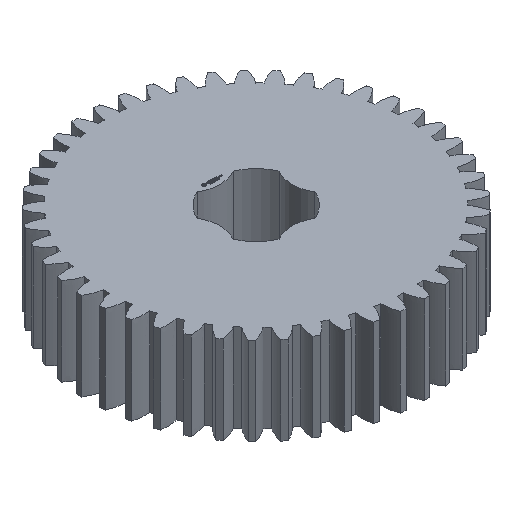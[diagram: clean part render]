
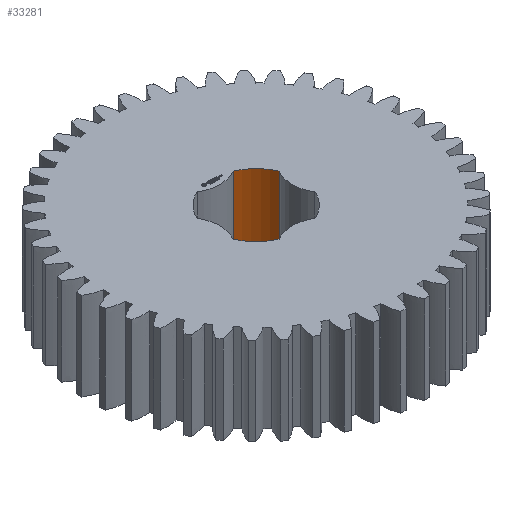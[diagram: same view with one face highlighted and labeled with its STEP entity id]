
A CAD part, isometric view. The second image highlights one B-rep face of the part: STEP entity #33281.
In plain terms, the highlighted cylindrical face has radius 6.35 mm (diameter 12.7 mm), a partial arc.
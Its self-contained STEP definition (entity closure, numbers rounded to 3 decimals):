
#93 = PLANE('',#94);
#94 = AXIS2_PLACEMENT_3D('',#95,#96,#97);
#95 = CARTESIAN_POINT('',(0.,0.,12.5));
#96 = DIRECTION('',(0.,0.,1.));
#97 = DIRECTION('',(1.,0.,0.));
#168 = PLANE('',#169);
#169 = AXIS2_PLACEMENT_3D('',#170,#171,#172);
#170 = CARTESIAN_POINT('',(0.,0.,0.));
#171 = DIRECTION('',(0.,0.,1.));
#172 = DIRECTION('',(1.,0.,0.));
#10572 = VERTEX_POINT('',#10573);
#10573 = CARTESIAN_POINT('',(2.55,5.816,0.));
#10588 = CYLINDRICAL_SURFACE('',#10589,4.9);
#10589 = AXIS2_PLACEMENT_3D('',#10590,#10591,#10592);
#10590 = CARTESIAN_POINT('',(0.,10.,0.));
#10591 = DIRECTION('',(0.,-0.,-1.));
#10592 = DIRECTION('',(0.707,0.707,0.));
#10600 = EDGE_CURVE('',#10601,#10572,#10603,.T.);
#10601 = VERTEX_POINT('',#10602);
#10602 = CARTESIAN_POINT('',(5.816,2.55,0.));
#10603 = SURFACE_CURVE('',#10604,(#10609,#10616),.PCURVE_S1.);
#10604 = CIRCLE('',#10605,6.35);
#10605 = AXIS2_PLACEMENT_3D('',#10606,#10607,#10608);
#10606 = CARTESIAN_POINT('',(0.,0.,0.));
#10607 = DIRECTION('',(0.,-0.,1.));
#10608 = DIRECTION('',(0.707,0.707,0.));
#10609 = PCURVE('',#168,#10610);
#10610 = DEFINITIONAL_REPRESENTATION('',(#10611),#10615);
#10611 = CIRCLE('',#10612,6.35);
#10612 = AXIS2_PLACEMENT_2D('',#10613,#10614);
#10613 = CARTESIAN_POINT('',(0.,0.));
#10614 = DIRECTION('',(0.707,0.707));
#10615 = ( GEOMETRIC_REPRESENTATION_CONTEXT(2) 
PARAMETRIC_REPRESENTATION_CONTEXT() REPRESENTATION_CONTEXT('2D SPACE',''
  ) );
#10616 = PCURVE('',#10617,#10622);
#10617 = CYLINDRICAL_SURFACE('',#10618,6.35);
#10618 = AXIS2_PLACEMENT_3D('',#10619,#10620,#10621);
#10619 = CARTESIAN_POINT('',(0.,0.,0.));
#10620 = DIRECTION('',(0.,-0.,-1.));
#10621 = DIRECTION('',(0.707,0.707,0.));
#10622 = DEFINITIONAL_REPRESENTATION('',(#10623),#10627);
#10623 = LINE('',#10624,#10625);
#10624 = CARTESIAN_POINT('',(-0.,0.));
#10625 = VECTOR('',#10626,1.);
#10626 = DIRECTION('',(-1.,0.));
#10627 = ( GEOMETRIC_REPRESENTATION_CONTEXT(2) 
PARAMETRIC_REPRESENTATION_CONTEXT() REPRESENTATION_CONTEXT('2D SPACE',''
  ) );
#10646 = CYLINDRICAL_SURFACE('',#10647,4.9);
#10647 = AXIS2_PLACEMENT_3D('',#10648,#10649,#10650);
#10648 = CARTESIAN_POINT('',(10.,0.,0.));
#10649 = DIRECTION('',(0.,-0.,-1.));
#10650 = DIRECTION('',(0.707,0.707,0.));
#18044 = VERTEX_POINT('',#18045);
#18045 = CARTESIAN_POINT('',(2.55,5.816,12.5));
#18067 = EDGE_CURVE('',#18068,#18044,#18070,.T.);
#18068 = VERTEX_POINT('',#18069);
#18069 = CARTESIAN_POINT('',(5.816,2.55,12.5));
#18070 = SURFACE_CURVE('',#18071,(#18076,#18083),.PCURVE_S1.);
#18071 = CIRCLE('',#18072,6.35);
#18072 = AXIS2_PLACEMENT_3D('',#18073,#18074,#18075);
#18073 = CARTESIAN_POINT('',(0.,0.,12.5)
  );
#18074 = DIRECTION('',(0.,-0.,1.));
#18075 = DIRECTION('',(0.707,0.707,0.));
#18076 = PCURVE('',#93,#18077);
#18077 = DEFINITIONAL_REPRESENTATION('',(#18078),#18082);
#18078 = CIRCLE('',#18079,6.35);
#18079 = AXIS2_PLACEMENT_2D('',#18080,#18081);
#18080 = CARTESIAN_POINT('',(0.,0.));
#18081 = DIRECTION('',(0.707,0.707));
#18082 = ( GEOMETRIC_REPRESENTATION_CONTEXT(2) 
PARAMETRIC_REPRESENTATION_CONTEXT() REPRESENTATION_CONTEXT('2D SPACE',''
  ) );
#18083 = PCURVE('',#10617,#18084);
#18084 = DEFINITIONAL_REPRESENTATION('',(#18085),#18089);
#18085 = LINE('',#18086,#18087);
#18086 = CARTESIAN_POINT('',(-0.,-12.5));
#18087 = VECTOR('',#18088,1.);
#18088 = DIRECTION('',(-1.,0.));
#18089 = ( GEOMETRIC_REPRESENTATION_CONTEXT(2) 
PARAMETRIC_REPRESENTATION_CONTEXT() REPRESENTATION_CONTEXT('2D SPACE',''
  ) );
#33258 = EDGE_CURVE('',#10601,#18068,#33259,.T.);
#33259 = SURFACE_CURVE('',#33260,(#33264,#33271),.PCURVE_S1.);
#33260 = LINE('',#33261,#33262);
#33261 = CARTESIAN_POINT('',(5.816,2.55,0.));
#33262 = VECTOR('',#33263,1.);
#33263 = DIRECTION('',(0.,0.,1.));
#33264 = PCURVE('',#10646,#33265);
#33265 = DEFINITIONAL_REPRESENTATION('',(#33266),#33270);
#33266 = LINE('',#33267,#33268);
#33267 = CARTESIAN_POINT('',(-1.809,0.));
#33268 = VECTOR('',#33269,1.);
#33269 = DIRECTION('',(-0.,-1.));
#33270 = ( GEOMETRIC_REPRESENTATION_CONTEXT(2) 
PARAMETRIC_REPRESENTATION_CONTEXT() REPRESENTATION_CONTEXT('2D SPACE',''
  ) );
#33271 = PCURVE('',#10617,#33272);
#33272 = DEFINITIONAL_REPRESENTATION('',(#33273),#33277);
#33273 = LINE('',#33274,#33275);
#33274 = CARTESIAN_POINT('',(-5.911,0.));
#33275 = VECTOR('',#33276,1.);
#33276 = DIRECTION('',(-0.,-1.));
#33277 = ( GEOMETRIC_REPRESENTATION_CONTEXT(2) 
PARAMETRIC_REPRESENTATION_CONTEXT() REPRESENTATION_CONTEXT('2D SPACE',''
  ) );
#33281 = ADVANCED_FACE('',(#33282),#10617,.F.);
#33282 = FACE_BOUND('',#33283,.T.);
#33283 = EDGE_LOOP('',(#33284,#33285,#33286,#33307));
#33284 = ORIENTED_EDGE('',*,*,#33258,.T.);
#33285 = ORIENTED_EDGE('',*,*,#18067,.T.);
#33286 = ORIENTED_EDGE('',*,*,#33287,.F.);
#33287 = EDGE_CURVE('',#10572,#18044,#33288,.T.);
#33288 = SURFACE_CURVE('',#33289,(#33293,#33300),.PCURVE_S1.);
#33289 = LINE('',#33290,#33291);
#33290 = CARTESIAN_POINT('',(2.55,5.816,0.));
#33291 = VECTOR('',#33292,1.);
#33292 = DIRECTION('',(0.,0.,1.));
#33293 = PCURVE('',#10617,#33294);
#33294 = DEFINITIONAL_REPRESENTATION('',(#33295),#33299);
#33295 = LINE('',#33296,#33297);
#33296 = CARTESIAN_POINT('',(-6.655,0.));
#33297 = VECTOR('',#33298,1.);
#33298 = DIRECTION('',(-0.,-1.));
#33299 = ( GEOMETRIC_REPRESENTATION_CONTEXT(2) 
PARAMETRIC_REPRESENTATION_CONTEXT() REPRESENTATION_CONTEXT('2D SPACE',''
  ) );
#33300 = PCURVE('',#10588,#33301);
#33301 = DEFINITIONAL_REPRESENTATION('',(#33302),#33306);
#33302 = LINE('',#33303,#33304);
#33303 = CARTESIAN_POINT('',(-4.474,0.));
#33304 = VECTOR('',#33305,1.);
#33305 = DIRECTION('',(-0.,-1.));
#33306 = ( GEOMETRIC_REPRESENTATION_CONTEXT(2) 
PARAMETRIC_REPRESENTATION_CONTEXT() REPRESENTATION_CONTEXT('2D SPACE',''
  ) );
#33307 = ORIENTED_EDGE('',*,*,#10600,.F.);
